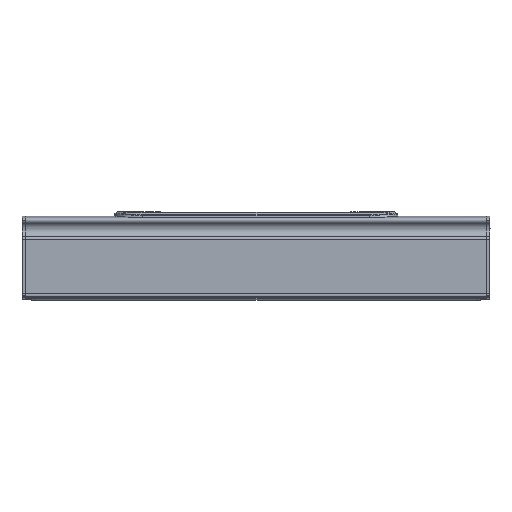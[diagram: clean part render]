
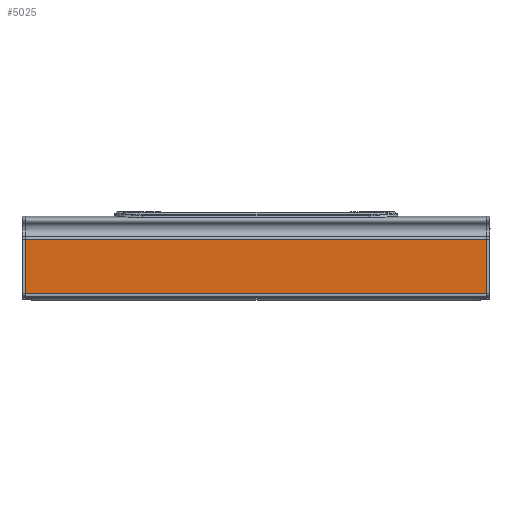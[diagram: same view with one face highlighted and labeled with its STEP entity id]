
A CAD part, left-side view. The second image highlights one B-rep face of the part: STEP entity #5025.
In plain terms, the highlighted planar face has unit normal (-1, 0, 0).
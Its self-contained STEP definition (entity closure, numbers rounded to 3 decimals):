
#5025 = ADVANCED_FACE ( 'NONE', ( #18330 ), #110794, .F. ) ;
#5829 = EDGE_LOOP ( 'NONE', ( #23480, #105484, #76631, #15295 ) ) ;
#14369 = CARTESIAN_POINT ( 'NONE',  ( -28.59, -200., 5.944 ) ) ;
#15295 = ORIENTED_EDGE ( 'NONE', *, *, #143183, .T. ) ;
#17361 = CARTESIAN_POINT ( 'NONE',  ( -28.59, -200., 5.944 ) ) ;
#18330 = FACE_OUTER_BOUND ( 'NONE', #5829, .T. ) ;
#20563 = CARTESIAN_POINT ( 'NONE',  ( -28.59, 200., 5.944 ) ) ;
#20889 = CARTESIAN_POINT ( 'NONE',  ( -28.59, -200., 0.7 ) ) ;
#23480 = ORIENTED_EDGE ( 'NONE', *, *, #118166, .T. ) ;
#23914 = DIRECTION ( 'NONE',  ( 0., 0., -1. ) ) ;
#25208 = EDGE_CURVE ( 'NONE', #144937, #121165, #90562, .T. ) ;
#29786 = DIRECTION ( 'NONE',  ( 0., 0., 1. ) ) ;
#31026 = CARTESIAN_POINT ( 'NONE',  ( -28.59, -200., 52.939 ) ) ;
#43712 = CARTESIAN_POINT ( 'NONE',  ( -28.59, 200., 0.7 ) ) ;
#48726 = DIRECTION ( 'NONE',  ( 0., 1., 0. ) ) ;
#49536 = VECTOR ( 'NONE', #137075, 1000. ) ;
#52401 = CARTESIAN_POINT ( 'NONE',  ( -28.59, -200., 52.939 ) ) ;
#56873 = VECTOR ( 'NONE', #23914, 1000. ) ;
#65501 = VERTEX_POINT ( 'NONE', #20563 ) ;
#76631 = ORIENTED_EDGE ( 'NONE', *, *, #25208, .F. ) ;
#77228 = DIRECTION ( 'NONE',  ( 1., 0., 0. ) ) ;
#78978 = LINE ( 'NONE', #43712, #49536 ) ;
#79731 = VECTOR ( 'NONE', #48726, 1000. ) ;
#79749 = AXIS2_PLACEMENT_3D ( 'NONE', #146813, #77228, #29786 ) ;
#81399 = CARTESIAN_POINT ( 'NONE',  ( -28.59, 200., 52.939 ) ) ;
#90562 = LINE ( 'NONE', #20889, #56873 ) ;
#105484 = ORIENTED_EDGE ( 'NONE', *, *, #125417, .F. ) ;
#110794 = PLANE ( 'NONE',  #79749 ) ;
#118166 = EDGE_CURVE ( 'NONE', #120511, #65501, #78978, .T. ) ;
#118259 = LINE ( 'NONE', #14369, #79731 ) ;
#120511 = VERTEX_POINT ( 'NONE', #81399 ) ;
#121165 = VERTEX_POINT ( 'NONE', #17361 ) ;
#121578 = VECTOR ( 'NONE', #122727, 1000. ) ;
#122004 = LINE ( 'NONE', #52401, #121578 ) ;
#122727 = DIRECTION ( 'NONE',  ( 0., 1., 0. ) ) ;
#125417 = EDGE_CURVE ( 'NONE', #121165, #65501, #118259, .T. ) ;
#137075 = DIRECTION ( 'NONE',  ( 0., 0., -1. ) ) ;
#143183 = EDGE_CURVE ( 'NONE', #144937, #120511, #122004, .T. ) ;
#144937 = VERTEX_POINT ( 'NONE', #31026 ) ;
#146813 = CARTESIAN_POINT ( 'NONE',  ( -28.59, -200., 0.7 ) ) ;
